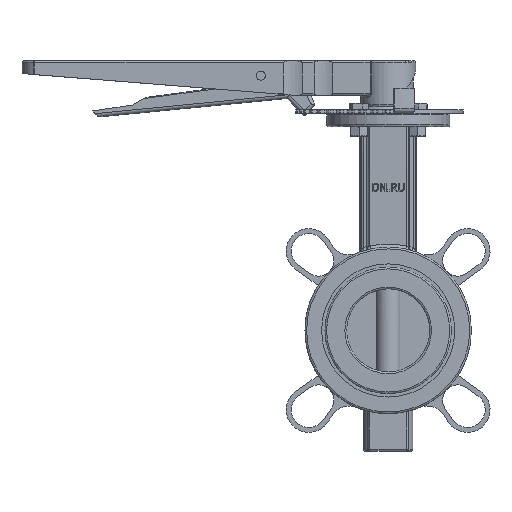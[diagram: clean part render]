
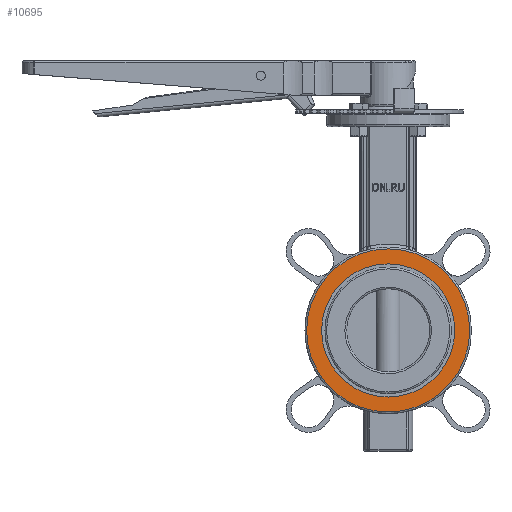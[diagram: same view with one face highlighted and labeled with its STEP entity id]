
A CAD part, top view. The second image highlights one B-rep face of the part: STEP entity #10695.
In plain terms, the highlighted planar face has unit normal (0, 0, 1).
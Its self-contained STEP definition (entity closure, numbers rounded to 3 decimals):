
#234=FACE_BOUND('',#2016,.T.);
#812=CIRCLE('',#11609,49.);
#814=CIRCLE('',#11612,40.);
#1401=FACE_OUTER_BOUND('',#2015,.T.);
#2015=EDGE_LOOP('',(#7575));
#2016=EDGE_LOOP('',(#7576));
#4465=VERTEX_POINT('',#18227);
#4466=VERTEX_POINT('',#18231);
#5624=EDGE_CURVE('',#4465,#4465,#812,.T.);
#5626=EDGE_CURVE('',#4466,#4466,#814,.T.);
#7575=ORIENTED_EDGE('',*,*,#5624,.F.);
#7576=ORIENTED_EDGE('',*,*,#5626,.T.);
#9800=PLANE('',#11611);
#10695=ADVANCED_FACE('',(#1401,#234),#9800,.T.);
#11609=AXIS2_PLACEMENT_3D('',#18228,#13265,#13266);
#11611=AXIS2_PLACEMENT_3D('',#18230,#13269,#13270);
#11612=AXIS2_PLACEMENT_3D('',#18232,#13271,#13272);
#13265=DIRECTION('center_axis',(0.,0.,-1.));
#13266=DIRECTION('ref_axis',(-1.,0.,0.));
#13269=DIRECTION('center_axis',(0.,0.,1.));
#13270=DIRECTION('ref_axis',(1.,0.,0.));
#13271=DIRECTION('center_axis',(0.,0.,-1.));
#13272=DIRECTION('ref_axis',(1.,0.,0.));
#18227=CARTESIAN_POINT('',(-49.,0.,21.5));
#18228=CARTESIAN_POINT('Origin',(0.,0.,21.5));
#18230=CARTESIAN_POINT('Origin',(0.,0.,21.5));
#18231=CARTESIAN_POINT('',(-40.,0.,21.5));
#18232=CARTESIAN_POINT('Origin',(0.,0.,21.5));
